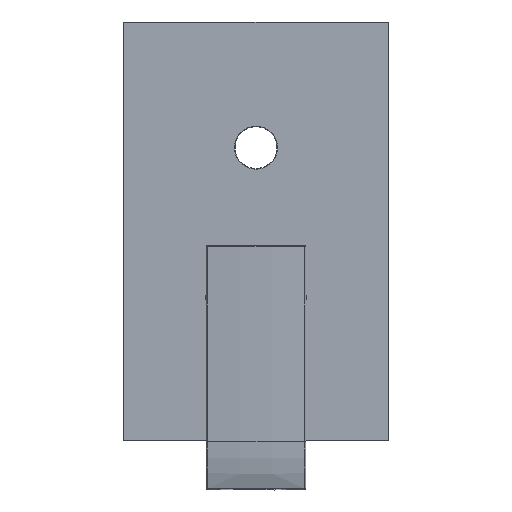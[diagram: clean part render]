
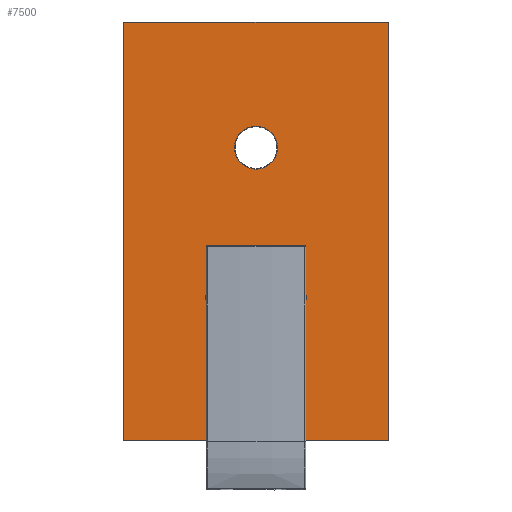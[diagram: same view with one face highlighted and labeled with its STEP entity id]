
A CAD part, top view. The second image highlights one B-rep face of the part: STEP entity #7500.
In plain terms, the highlighted planar face has unit normal (0, 0, 1).
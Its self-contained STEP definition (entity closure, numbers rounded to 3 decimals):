
#6446=DIRECTION('',(0.,1.,0.));
#6447=VECTOR('',#6446,190.);
#6448=CARTESIAN_POINT('',(60.,-66.,-2.));
#6449=LINE('',#6448,#6447);
#6450=DIRECTION('',(1.,0.,0.));
#6451=VECTOR('',#6450,120.);
#6452=CARTESIAN_POINT('',(-60.,-66.,-2.));
#6453=LINE('',#6452,#6451);
#6454=DIRECTION('',(0.,-1.,0.));
#6455=VECTOR('',#6454,190.);
#6456=CARTESIAN_POINT('',(-60.,124.,-2.));
#6457=LINE('',#6456,#6455);
#6458=DIRECTION('',(-1.,0.,0.));
#6459=VECTOR('',#6458,120.);
#6460=CARTESIAN_POINT('',(60.,124.,-2.));
#6461=LINE('',#6460,#6459);
#6462=CARTESIAN_POINT('',(0.,-1.,-2.));
#6463=DIRECTION('',(0.,0.,-1.));
#6464=DIRECTION('',(-1.,0.,0.));
#6465=AXIS2_PLACEMENT_3D('',#6462,#6463,#6464);
#6467=CARTESIAN_POINT('',(0.,-1.,-2.));
#6468=DIRECTION('',(0.,0.,-1.));
#6469=DIRECTION('',(1.,0.,0.));
#6470=AXIS2_PLACEMENT_3D('',#6467,#6468,#6469);
#6472=CARTESIAN_POINT('',(0.,67.,-2.));
#6473=DIRECTION('',(0.,0.,-1.));
#6474=DIRECTION('',(-1.,0.,0.));
#6475=AXIS2_PLACEMENT_3D('',#6472,#6473,#6474);
#6477=CARTESIAN_POINT('',(0.,67.,-2.));
#6478=DIRECTION('',(0.,0.,-1.));
#6479=DIRECTION('',(1.,0.,0.));
#6480=AXIS2_PLACEMENT_3D('',#6477,#6478,#6479);
#6806=CARTESIAN_POINT('',(-22.8,-1.,-2.));
#6807=CARTESIAN_POINT('',(22.8,-1.,-2.));
#6808=VERTEX_POINT('',#6806);
#6809=VERTEX_POINT('',#6807);
#6810=CARTESIAN_POINT('',(-9.75,67.,-2.));
#6811=CARTESIAN_POINT('',(9.75,67.,-2.));
#6812=VERTEX_POINT('',#6810);
#6813=VERTEX_POINT('',#6811);
#6814=CARTESIAN_POINT('',(60.,-66.,-2.));
#6815=CARTESIAN_POINT('',(60.,124.,-2.));
#6816=VERTEX_POINT('',#6814);
#6817=VERTEX_POINT('',#6815);
#6818=CARTESIAN_POINT('',(-60.,124.,-2.));
#6819=VERTEX_POINT('',#6818);
#6820=CARTESIAN_POINT('',(-60.,-66.,-2.));
#6821=VERTEX_POINT('',#6820);
#7477=CARTESIAN_POINT('',(0.,29.,-2.));
#7478=DIRECTION('',(0.,0.,1.));
#7479=DIRECTION('',(-1.,0.,0.));
#7480=AXIS2_PLACEMENT_3D('',#7477,#7478,#7479);
#7481=PLANE('',#7480);
#7482=ORIENTED_EDGE('',*,*,#7297,.F.);
#7483=ORIENTED_EDGE('',*,*,#7405,.F.);
#7484=ORIENTED_EDGE('',*,*,#7140,.F.);
#7485=ORIENTED_EDGE('',*,*,#7188,.F.);
#7486=EDGE_LOOP('',(#7482,#7483,#7484,#7485));
#7487=FACE_OUTER_BOUND('',#7486,.F.);
#7489=ORIENTED_EDGE('',*,*,#7488,.F.);
#7491=ORIENTED_EDGE('',*,*,#7490,.F.);
#7492=EDGE_LOOP('',(#7489,#7491));
#7493=FACE_BOUND('',#7492,.F.);
#7495=ORIENTED_EDGE('',*,*,#7494,.F.);
#7497=ORIENTED_EDGE('',*,*,#7496,.F.);
#7498=EDGE_LOOP('',(#7495,#7497));
#7499=FACE_BOUND('',#7498,.F.);
#7500=ADVANCED_FACE('',(#7487,#7493,#7499),#7481,.T.);
#6466=CIRCLE('',#6465,22.8);
#6471=CIRCLE('',#6470,22.8);
#6476=CIRCLE('',#6475,9.75);
#6481=CIRCLE('',#6480,9.75);
#7140=EDGE_CURVE('',#6819,#6821,#6457,.T.);
#7188=EDGE_CURVE('',#6817,#6819,#6461,.T.);
#7297=EDGE_CURVE('',#6816,#6817,#6449,.T.);
#7405=EDGE_CURVE('',#6821,#6816,#6453,.T.);
#7488=EDGE_CURVE('',#6808,#6809,#6466,.T.);
#7490=EDGE_CURVE('',#6809,#6808,#6471,.T.);
#7494=EDGE_CURVE('',#6812,#6813,#6476,.T.);
#7496=EDGE_CURVE('',#6813,#6812,#6481,.T.);
